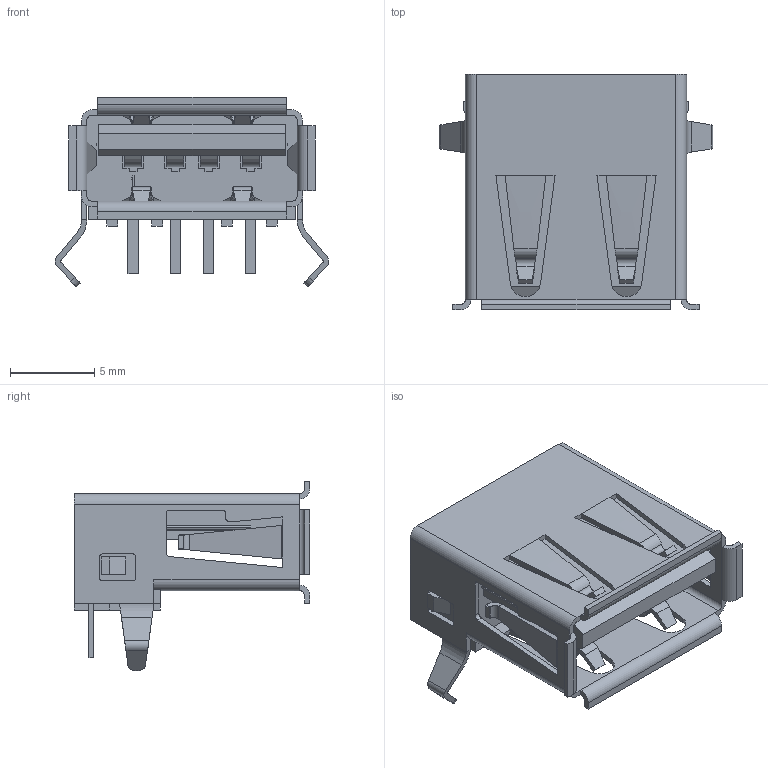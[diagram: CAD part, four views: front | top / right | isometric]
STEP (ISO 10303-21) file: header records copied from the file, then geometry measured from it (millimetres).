
FILE_DESCRIPTION((''),'2;1');
FILE_NAME('TYCO_292303-1.stp','2015-08-13T14:47:59',(''),(''),'Mechanical Desktop 2011','Mechanical Desktop 2011',', , ');
FILE_SCHEMA(('AUTOMOTIVE_DESIGN { 1 2 10303 214 1 1 1 1 }'));
Length unit declared in the file: millimetre
Products named in the file (1): Product
Bounding box: 16.23 x 14 x 11.26 mm (x, y, z)
Volume: 700.3 mm3; surface area: 1577.6 mm2
Topology: 10 solids, 10 shells, 427 faces, 1092 edges, 692 vertices
Faces by surface type: plane 297, cylinder 83, bspline 45, cone 2
Entity records: 14024 total; most frequent: CARTESIAN_POINT 3803, ORIENTED_EDGE 2184, DIRECTION 1910, EDGE_CURVE 1092, VECTOR 896, LINE 896, VERTEX_POINT 692, AXIS2_PLACEMENT_3D 507
